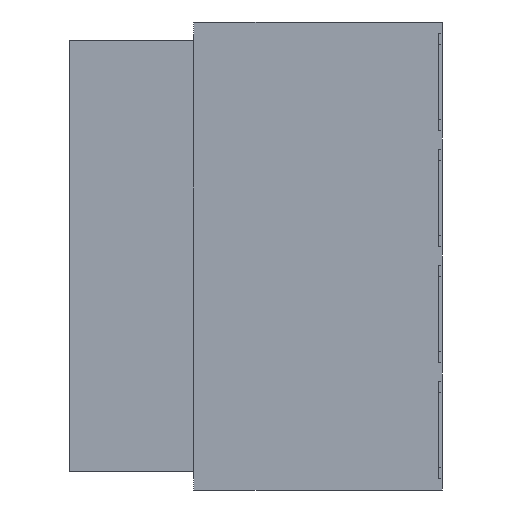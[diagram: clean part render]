
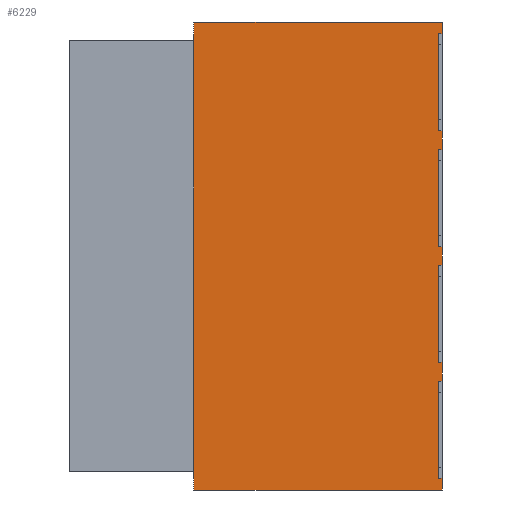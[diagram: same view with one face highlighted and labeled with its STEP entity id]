
A CAD part, left-side view. The second image highlights one B-rep face of the part: STEP entity #6229.
In plain terms, the highlighted planar face has unit normal (-1, 0, 0).
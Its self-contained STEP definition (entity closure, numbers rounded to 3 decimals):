
#2431=EDGE_CURVE('NONE',#2432,#2434,#2436,.T.);
#2432=VERTEX_POINT('NONE',#2433);
#2433=CARTESIAN_POINT('',(-1.175,0.035,0.988));
#2434=VERTEX_POINT('NONE',#2435);
#2435=CARTESIAN_POINT('',(-1.175,0.035,0.088));
#2436=LINE('',#2437,#2438);
#2437=CARTESIAN_POINT('',(-1.175,0.035,0.988));
#2438=VECTOR('',#2439,1.0);
#2439=DIRECTION('',(0.,0.0,-1.0));
#2798=VERTEX_POINT('NONE',#2799);
#2799=CARTESIAN_POINT('',(-1.175,0.035,2.063));
#2805=EDGE_CURVE('NONE',#2798,#2806,#2808,.T.);
#2806=VERTEX_POINT('NONE',#2807);
#2807=CARTESIAN_POINT('',(-1.175,0.035,1.163));
#2808=LINE('',#2809,#2810);
#2809=CARTESIAN_POINT('',(-1.175,0.035,2.063));
#2810=VECTOR('',#2811,1.0);
#2811=DIRECTION('',(0.,0.0,-1.0));
#2977=EDGE_CURVE('NONE',#2978,#2980,#2982,.T.);
#2978=VERTEX_POINT('NONE',#2979);
#2979=CARTESIAN_POINT('',(-1.175,0.035,-1.163));
#2980=VERTEX_POINT('NONE',#2981);
#2981=CARTESIAN_POINT('',(-1.175,0.035,-2.063));
#2982=LINE('',#2983,#2984);
#2983=CARTESIAN_POINT('',(-1.175,0.035,-1.163));
#2984=VECTOR('',#2985,1.0);
#2985=DIRECTION('',(0.,0.0,-1.0));
#3162=VERTEX_POINT('NONE',#3163);
#3163=CARTESIAN_POINT('',(-1.175,0.035,-0.088));
#3169=EDGE_CURVE('NONE',#3162,#3170,#3172,.T.);
#3170=VERTEX_POINT('NONE',#3171);
#3171=CARTESIAN_POINT('',(-1.175,0.035,-0.988));
#3172=LINE('',#3173,#3174);
#3173=CARTESIAN_POINT('',(-1.175,0.035,-0.088));
#3174=VECTOR('',#3175,1.0);
#3175=DIRECTION('',(0.,0.0,-1.0));
#3902=EDGE_CURVE('NONE',#2980,#3903,#3905,.T.);
#3903=VERTEX_POINT('NONE',#3904);
#3904=CARTESIAN_POINT('',(-1.175,0.0,-2.063));
#3905=LINE('',#3906,#3907);
#3906=CARTESIAN_POINT('',(-1.175,0.2,-2.063));
#3907=VECTOR('',#3908,1.0);
#3908=DIRECTION('',(0.0,-1.0,0.0));
#3948=EDGE_CURVE('NONE',#3949,#2978,#3951,.F.);
#3949=VERTEX_POINT('NONE',#3950);
#3950=CARTESIAN_POINT('',(-1.175,0.0,-1.163));
#3951=LINE('',#3952,#3953);
#3952=CARTESIAN_POINT('',(-1.175,0.2,-1.163));
#3953=VECTOR('',#3954,1.0);
#3954=DIRECTION('',(0.0,-1.0,0.0));
#3981=EDGE_CURVE('NONE',#3170,#3982,#3984,.T.);
#3982=VERTEX_POINT('NONE',#3983);
#3983=CARTESIAN_POINT('',(-1.175,0.0,-0.988));
#3984=LINE('',#3985,#3986);
#3985=CARTESIAN_POINT('',(-1.175,0.2,-0.988));
#3986=VECTOR('',#3987,1.0);
#3987=DIRECTION('',(0.0,-1.0,0.0));
#4027=EDGE_CURVE('NONE',#4028,#3162,#4030,.F.);
#4028=VERTEX_POINT('NONE',#4029);
#4029=CARTESIAN_POINT('',(-1.175,0.0,-0.088));
#4030=LINE('',#4031,#4032);
#4031=CARTESIAN_POINT('',(-1.175,0.2,-0.088));
#4032=VECTOR('',#4033,1.0);
#4033=DIRECTION('',(0.0,-1.0,0.0));
#4060=EDGE_CURVE('NONE',#2434,#4061,#4063,.T.);
#4061=VERTEX_POINT('NONE',#4062);
#4062=CARTESIAN_POINT('',(-1.175,0.0,0.088));
#4063=LINE('',#4064,#4065);
#4064=CARTESIAN_POINT('',(-1.175,0.2,0.088));
#4065=VECTOR('',#4066,1.0);
#4066=DIRECTION('',(0.0,-1.0,0.0));
#4106=EDGE_CURVE('NONE',#4107,#2432,#4109,.F.);
#4107=VERTEX_POINT('NONE',#4108);
#4108=CARTESIAN_POINT('',(-1.175,0.0,0.988));
#4109=LINE('',#4110,#4111);
#4110=CARTESIAN_POINT('',(-1.175,0.2,0.988));
#4111=VECTOR('',#4112,1.0);
#4112=DIRECTION('',(0.0,-1.0,0.0));
#4455=EDGE_CURVE('NONE',#2806,#4456,#4458,.T.);
#4456=VERTEX_POINT('NONE',#4457);
#4457=CARTESIAN_POINT('',(-1.175,0.0,1.163));
#4458=LINE('',#4459,#4460);
#4459=CARTESIAN_POINT('',(-1.175,0.2,1.163));
#4460=VECTOR('',#4461,1.0);
#4461=DIRECTION('',(0.0,-1.0,0.0));
#4501=EDGE_CURVE('NONE',#4502,#2798,#4504,.F.);
#4502=VERTEX_POINT('NONE',#4503);
#4503=CARTESIAN_POINT('',(-1.175,0.0,2.063));
#4504=LINE('',#4505,#4506);
#4505=CARTESIAN_POINT('',(-1.175,0.2,2.063));
#4506=VECTOR('',#4507,1.0);
#4507=DIRECTION('',(0.0,-1.0,0.0));
#6093=EDGE_CURVE('NONE',#3903,#6094,#6096,.F.);
#6094=VERTEX_POINT('NONE',#6095);
#6095=CARTESIAN_POINT('',(-1.175,0.0,-2.17));
#6096=LINE('',#6097,#6098);
#6097=CARTESIAN_POINT('',(-1.175,0.0,2.17));
#6098=VECTOR('',#6099,1.0);
#6099=DIRECTION('',(0.0,0.0,1.0));
#6154=VERTEX_POINT('NONE',#6155);
#6155=CARTESIAN_POINT('',(-1.175,0.0,2.17));
#6161=EDGE_CURVE('NONE',#6154,#4502,#6162,.F.);
#6162=LINE('',#6163,#6164);
#6163=CARTESIAN_POINT('',(-1.175,0.0,2.17));
#6164=VECTOR('',#6165,1.0);
#6165=DIRECTION('',(0.0,0.0,1.0));
#6170=EDGE_CURVE('NONE',#4456,#4107,#6171,.F.);
#6171=LINE('',#6172,#6173);
#6172=CARTESIAN_POINT('',(-1.175,0.0,2.17));
#6173=VECTOR('',#6174,1.0);
#6174=DIRECTION('',(0.0,0.0,1.0));
#6179=EDGE_CURVE('NONE',#4061,#4028,#6180,.F.);
#6180=LINE('',#6181,#6182);
#6181=CARTESIAN_POINT('',(-1.175,0.0,2.17));
#6182=VECTOR('',#6183,1.0);
#6183=DIRECTION('',(0.0,0.0,1.0));
#6188=EDGE_CURVE('NONE',#3982,#3949,#6189,.F.);
#6189=LINE('',#6190,#6191);
#6190=CARTESIAN_POINT('',(-1.175,0.0,2.17));
#6191=VECTOR('',#6192,1.0);
#6192=DIRECTION('',(0.0,0.0,1.0));
#6212=VERTEX_POINT('NONE',#6213);
#6213=CARTESIAN_POINT('',(-1.175,2.3,2.17));
#6219=EDGE_CURVE('NONE',#6212,#6154,#6220,.T.);
#6220=LINE('',#6221,#6222);
#6221=CARTESIAN_POINT('',(-1.175,2.3,2.17));
#6222=VECTOR('',#6223,1.0);
#6223=DIRECTION('',(0.0,-1.0,0.0));
#6229=ADVANCED_FACE('NONE',(#6230),#6264,.F.);
#6230=FACE_BOUND('NONE',#6231,.T.);
#6231=EDGE_LOOP('',(#6232,#6233,#6234,#6235,#6236,#6237,#6238,#6239,#6240,#6248,#6254,#6255,#6256,#6257,#6258,#6259,#6260,#6261,#6262,#6263));
#6232=ORIENTED_EDGE('',*,*,#2431,.F.);
#6233=ORIENTED_EDGE('',*,*,#4106,.F.);
#6234=ORIENTED_EDGE('',*,*,#6170,.F.);
#6235=ORIENTED_EDGE('',*,*,#4455,.F.);
#6236=ORIENTED_EDGE('',*,*,#2805,.F.);
#6237=ORIENTED_EDGE('',*,*,#4501,.F.);
#6238=ORIENTED_EDGE('',*,*,#6161,.F.);
#6239=ORIENTED_EDGE('',*,*,#6219,.F.);
#6240=ORIENTED_EDGE('',*,*,#6241,.T.);
#6241=EDGE_CURVE('NONE',#6212,#6242,#6244,.F.);
#6242=VERTEX_POINT('NONE',#6243);
#6243=CARTESIAN_POINT('',(-1.175,2.3,-2.17));
#6244=LINE('',#6245,#6246);
#6245=CARTESIAN_POINT('',(-1.175,2.3,2.17));
#6246=VECTOR('',#6247,1.0);
#6247=DIRECTION('',(0.0,0.0,1.0));
#6248=ORIENTED_EDGE('',*,*,#6249,.T.);
#6249=EDGE_CURVE('NONE',#6242,#6094,#6250,.T.);
#6250=LINE('',#6251,#6252);
#6251=CARTESIAN_POINT('',(-1.175,2.3,-2.17));
#6252=VECTOR('',#6253,1.0);
#6253=DIRECTION('',(0.0,-1.0,0.0));
#6254=ORIENTED_EDGE('',*,*,#6093,.F.);
#6255=ORIENTED_EDGE('',*,*,#3902,.F.);
#6256=ORIENTED_EDGE('',*,*,#2977,.F.);
#6257=ORIENTED_EDGE('',*,*,#3948,.F.);
#6258=ORIENTED_EDGE('',*,*,#6188,.F.);
#6259=ORIENTED_EDGE('',*,*,#3981,.F.);
#6260=ORIENTED_EDGE('',*,*,#3169,.F.);
#6261=ORIENTED_EDGE('',*,*,#4027,.F.);
#6262=ORIENTED_EDGE('',*,*,#6179,.F.);
#6263=ORIENTED_EDGE('',*,*,#4060,.F.);
#6264=PLANE('',#6265);
#6265=AXIS2_PLACEMENT_3D('',#6266,#6267,#6268);
#6266=CARTESIAN_POINT('',(-1.175,2.3,2.17));
#6267=DIRECTION('',(1.0,0.0,0.0));
#6268=DIRECTION('',(0.0,1.0,0.0));
